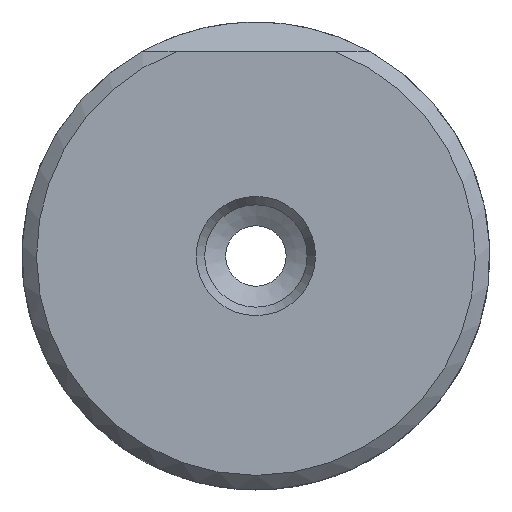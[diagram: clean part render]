
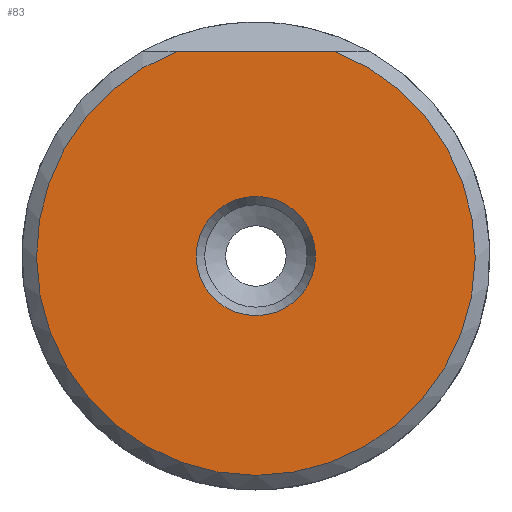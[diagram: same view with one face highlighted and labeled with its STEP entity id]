
A CAD part, left-side view. The second image highlights one B-rep face of the part: STEP entity #83.
In plain terms, the highlighted planar face has unit normal (-1, 0, 0).
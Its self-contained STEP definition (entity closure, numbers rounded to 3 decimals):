
#83 = ADVANCED_FACE( '', ( #186, #187 ), #188, .T. );
#186 = FACE_BOUND( '', #343, .T. );
#187 = FACE_OUTER_BOUND( '', #344, .T. );
#188 = PLANE( '', #345 );
#343 = EDGE_LOOP( '', ( #534 ) );
#344 = EDGE_LOOP( '', ( #535, #536 ) );
#345 = AXIS2_PLACEMENT_3D( '', #537, #538, #539 );
#534 = ORIENTED_EDGE( '', *, *, #667, .T. );
#535 = ORIENTED_EDGE( '', *, *, #656, .T. );
#536 = ORIENTED_EDGE( '', *, *, #671, .T. );
#537 = CARTESIAN_POINT( '', ( -60., 0., 0. ) );
#538 = DIRECTION( '', ( -1., 0., 0. ) );
#539 = DIRECTION( '', ( 0., 0., 1. ) );
#656 = EDGE_CURVE( '', #746, #744, #747, .T. );
#667 = EDGE_CURVE( '', #762, #762, #763, .F. );
#671 = EDGE_CURVE( '', #744, #746, #768, .T. );
#744 = VERTEX_POINT( '', #1027 );
#746 = VERTEX_POINT( '', #1032 );
#747 = CIRCLE( '', #1033, 15. );
#762 = VERTEX_POINT( '', #1114 );
#763 = CIRCLE( '', #1115, 4.077 );
#768 = LINE( '', #1120, #1121 );
#1027 = CARTESIAN_POINT( '', ( -60., -5.385, 14. ) );
#1032 = CARTESIAN_POINT( '', ( -60., 5.385, 14. ) );
#1033 = AXIS2_PLACEMENT_3D( '', #1227, #1228, #1229 );
#1114 = CARTESIAN_POINT( '', ( -60., 0., 4.077 ) );
#1115 = AXIS2_PLACEMENT_3D( '', #1239, #1240, #1241 );
#1120 = CARTESIAN_POINT( '', ( -60., 0., 14. ) );
#1121 = VECTOR( '', #1245, 1000. );
#1227 = CARTESIAN_POINT( '', ( -60., 0., 0. ) );
#1228 = DIRECTION( '', ( -1., 0., 0. ) );
#1229 = DIRECTION( '', ( 0., 0., 1. ) );
#1239 = CARTESIAN_POINT( '', ( -60., 0., 0. ) );
#1240 = DIRECTION( '', ( -1., 0., 0. ) );
#1241 = DIRECTION( '', ( 0., 0., 1. ) );
#1245 = DIRECTION( '', ( 0., 1., 0. ) );
